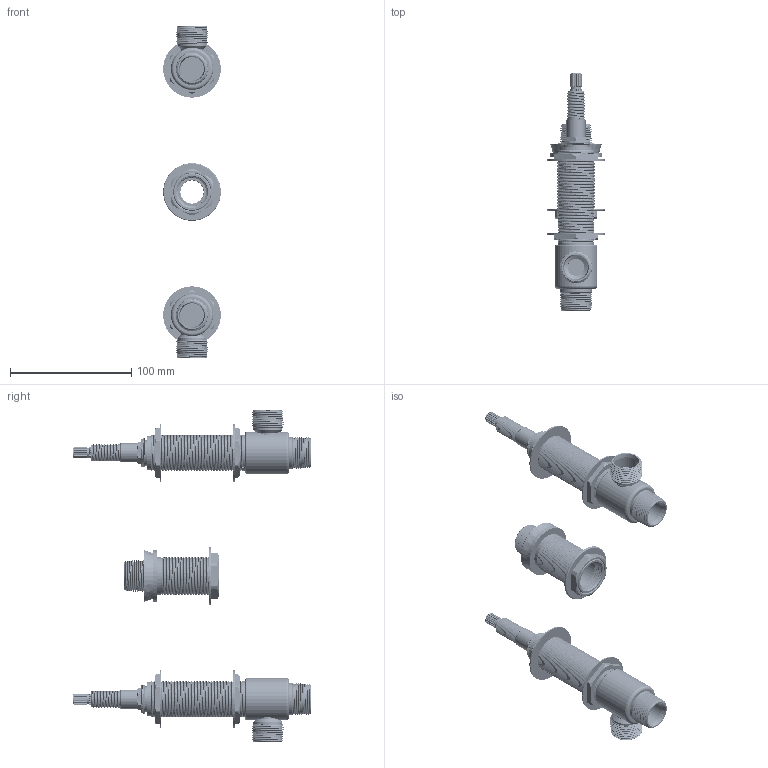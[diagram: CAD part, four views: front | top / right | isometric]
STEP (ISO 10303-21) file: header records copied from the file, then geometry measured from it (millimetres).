
FILE_DESCRIPTION((''),'2;1');
FILE_NAME('1-522_ASM','2010-10-28T',('ramkumar'),(''),'PRO/ENGINEER BY PARAMETRIC TECHNOLOGY CORPORATION, 2009300','PRO/ENGINEER BY PARAMETRIC TECHNOLOGY CORPORATION, 2009300','');
FILE_SCHEMA(('CONFIG_CONTROL_DESIGN'));
Length unit declared in the file: inch
Products named in the file (13): 10173; 91083; 10172; 10174; 1-016_ASM; 1-094; 1-017; 10529; 10997; 1-612_ASM; 1-093; 1-613_ASM; 1-522_ASM
Assembly tree (18 placements, depth 3):
  1-522_ASM
    1-016_ASM
      10173
      91083  x2
      10172
      10174
    1-612_ASM
      1-094
      1-017
      10529  x2
      10997
    1-613_ASM
      1-093
      1-017
      10529  x2
      10997
Bounding box: 47.62 x 195.88 x 273.81 mm (x, y, z)
Volume: 197856.8 mm3; surface area: 152210 mm2
Topology: 15 solids, 15 shells, 2013 faces, 5493 edges, 3535 vertices
Faces by surface type: cylinder 931, plane 432, bspline 327, cone 277, torus 46
Entity records: 117200 total; most frequent: CARTESIAN_POINT 81307, ORIENTED_EDGE 8300, DIRECTION 6273, EDGE_CURVE 4150, VERTEX_POINT 2676, AXIS2_PLACEMENT_3D 2378, B_SPLINE_CURVE_WITH_KNOTS 1598, EDGE_LOOP 1570
